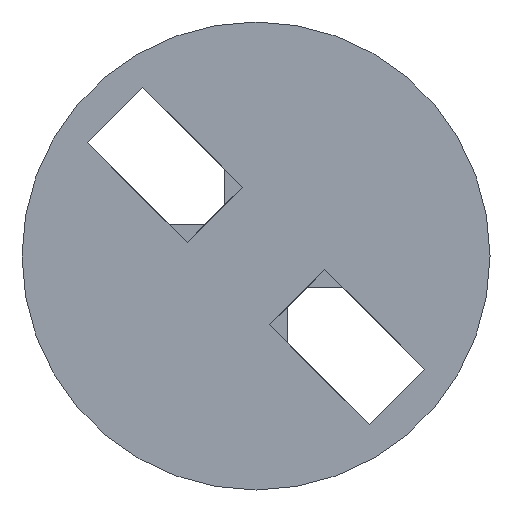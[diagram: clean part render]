
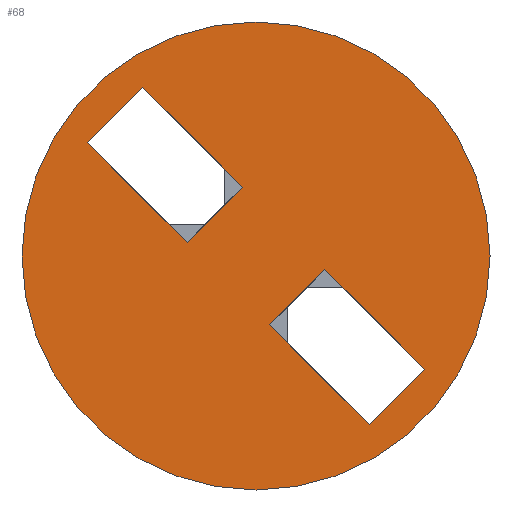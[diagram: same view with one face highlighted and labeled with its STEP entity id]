
A CAD part, front view. The second image highlights one B-rep face of the part: STEP entity #68.
In plain terms, the highlighted planar face has unit normal (0, -1, 0).
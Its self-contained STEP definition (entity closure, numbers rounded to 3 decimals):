
#68=ADVANCED_FACE('NONE',(#166,#167,#168),#169,.F.);
#166=FACE_OUTER_BOUND('',#294,.T.);
#167=FACE_BOUND('',#295,.T.);
#168=FACE_BOUND('',#296,.T.);
#169=PLANE('',#297);
#294=EDGE_LOOP('',(#427,#428));
#295=EDGE_LOOP('',(#429,#430,#431,#432));
#296=EDGE_LOOP('',(#433,#434,#435,#436));
#297=AXIS2_PLACEMENT_3D('',#437,#438,#439);
#427=ORIENTED_EDGE('',*,*,#790,.T.);
#428=ORIENTED_EDGE('',*,*,#791,.T.);
#429=ORIENTED_EDGE('',*,*,#792,.T.);
#430=ORIENTED_EDGE('',*,*,#784,.F.);
#431=ORIENTED_EDGE('',*,*,#793,.T.);
#432=ORIENTED_EDGE('',*,*,#794,.F.);
#433=ORIENTED_EDGE('',*,*,#795,.T.);
#434=ORIENTED_EDGE('',*,*,#796,.F.);
#435=ORIENTED_EDGE('',*,*,#797,.T.);
#436=ORIENTED_EDGE('',*,*,#798,.F.);
#437=CARTESIAN_POINT('',(-3.036,0.0,-3.036));
#438=DIRECTION('',(0.0,1.0,0.0));
#439=DIRECTION('',(1.0,0.0,-0.0));
#784=EDGE_CURVE('NONE',#934,#935,#936,.T.);
#790=EDGE_CURVE('NONE',#945,#946,#947,.T.);
#791=EDGE_CURVE('NONE',#946,#945,#948,.T.);
#792=EDGE_CURVE('NONE',#949,#935,#950,.T.);
#793=EDGE_CURVE('NONE',#934,#951,#952,.T.);
#794=EDGE_CURVE('NONE',#949,#951,#953,.T.);
#795=EDGE_CURVE('NONE',#954,#955,#956,.T.);
#796=EDGE_CURVE('NONE',#957,#955,#958,.T.);
#797=EDGE_CURVE('NONE',#957,#959,#960,.T.);
#798=EDGE_CURVE('NONE',#954,#959,#961,.T.);
#934=VERTEX_POINT('NONE',#1152);
#935=VERTEX_POINT('NONE',#1153);
#936=LINE('',#1154,#1155);
#945=VERTEX_POINT('NONE',#1168);
#946=VERTEX_POINT('NONE',#1169);
#947=CIRCLE('',#1170,3.0);
#948=CIRCLE('',#1171,3.0);
#949=VERTEX_POINT('NONE',#1172);
#950=LINE('',#1173,#1174);
#951=VERTEX_POINT('NONE',#1175);
#952=LINE('',#1176,#1177);
#953=LINE('',#1178,#1179);
#954=VERTEX_POINT('NONE',#1180);
#955=VERTEX_POINT('NONE',#1181);
#956=LINE('',#1182,#1183);
#957=VERTEX_POINT('NONE',#1184);
#958=LINE('',#1185,#1186);
#959=VERTEX_POINT('NONE',#1187);
#960=LINE('',#1188,#1189);
#961=LINE('',#1190,#1191);
#1152=CARTESIAN_POINT('',(-2.157,0.,1.45));
#1153=CARTESIAN_POINT('',(-0.884,0.,0.177));
#1154=CARTESIAN_POINT('',(-0.884,0.,0.177));
#1155=VECTOR('',#1458,1000.0);
#1168=CARTESIAN_POINT('',(0.0,0.0,-3.0));
#1169=CARTESIAN_POINT('',(0.,0.0,3.0));
#1170=AXIS2_PLACEMENT_3D('',#1463,#1464,#1465);
#1171=AXIS2_PLACEMENT_3D('',#1466,#1467,#1468);
#1172=CARTESIAN_POINT('',(-0.177,0.,0.884));
#1173=CARTESIAN_POINT('',(-0.53,0.0,0.53));
#1174=VECTOR('',#1469,1000.0);
#1175=CARTESIAN_POINT('',(-1.45,0.,2.157));
#1176=CARTESIAN_POINT('',(-1.803,0.0,1.803));
#1177=VECTOR('',#1470,1000.0);
#1178=CARTESIAN_POINT('',(-1.45,0.,2.157));
#1179=VECTOR('',#1471,1000.0);
#1180=CARTESIAN_POINT('',(2.157,0.,-1.45));
#1181=CARTESIAN_POINT('',(1.45,0.,-2.157));
#1182=CARTESIAN_POINT('',(1.803,0.0,-1.803));
#1183=VECTOR('',#1472,1000.0);
#1184=CARTESIAN_POINT('',(0.177,0.,-0.884));
#1185=CARTESIAN_POINT('',(1.45,0.,-2.157));
#1186=VECTOR('',#1473,1000.0);
#1187=CARTESIAN_POINT('',(0.884,0.,-0.177));
#1188=CARTESIAN_POINT('',(0.53,0.0,-0.53));
#1189=VECTOR('',#1474,1000.0);
#1190=CARTESIAN_POINT('',(0.884,0.,-0.177));
#1191=VECTOR('',#1475,1000.0);
#1458=DIRECTION('',(0.707,-0.0,-0.707));
#1463=CARTESIAN_POINT('',(0.0,0.0,0.0));
#1464=DIRECTION('',(0.0,-1.0,0.0));
#1465=DIRECTION('',(0.0,0.0,-1.0));
#1466=CARTESIAN_POINT('',(0.0,0.0,0.0));
#1467=DIRECTION('',(0.0,-1.0,0.0));
#1468=DIRECTION('',(0.0,0.0,-1.0));
#1469=DIRECTION('',(-0.707,0.0,-0.707));
#1470=DIRECTION('',(0.707,0.0,0.707));
#1471=DIRECTION('',(-0.707,-0.0,0.707));
#1472=DIRECTION('',(-0.707,0.0,-0.707));
#1473=DIRECTION('',(0.707,-0.0,-0.707));
#1474=DIRECTION('',(0.707,0.0,0.707));
#1475=DIRECTION('',(-0.707,-0.0,0.707));
